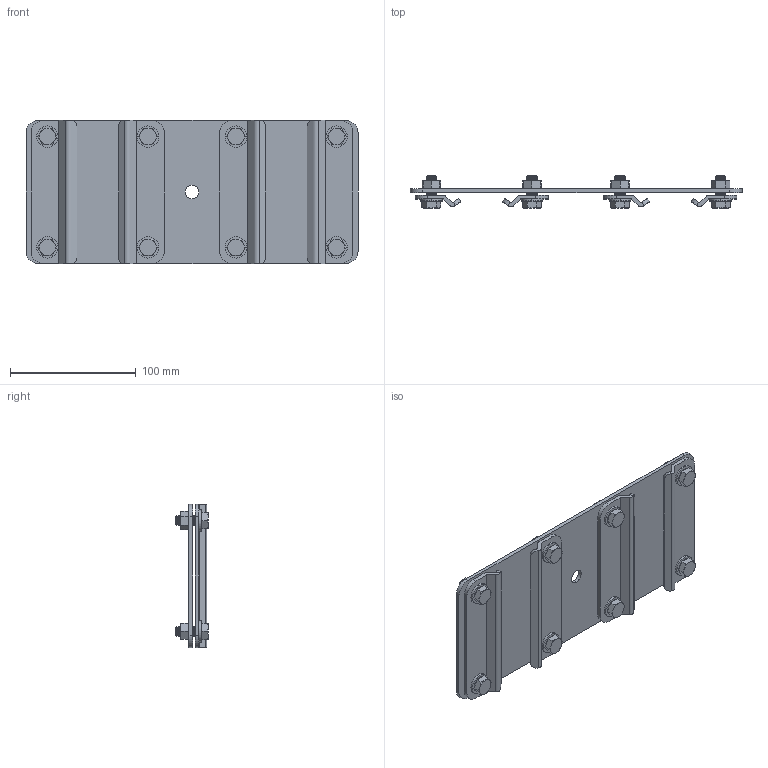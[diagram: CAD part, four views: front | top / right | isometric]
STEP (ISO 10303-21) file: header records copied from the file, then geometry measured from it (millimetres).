
FILE_DESCRIPTION (( 'STEP AP203' ), '1' );
FILE_NAME ('T85110.STEP', '2018-09-21T15:54:44', ( '' ), ( '' ), 'SwSTEP 2.0', 'SolidWorks 2016', '' );
FILE_SCHEMA (( 'CONFIG_CONTROL_DESIGN' ));
Length unit declared in the file: millimetre
Products named in the file (6): TH1673; A Washer_Bright washer BS 4320 - M8 (Form A); F936; TH2599; T85110; Hex Screw GradeC_Doughty Fastners_ISO 4018 - M8 x 20-WS
Assembly tree (29 placements, depth 2):
  T85110
    TH2599
    TH1673  x4
    F936  x8
    A Washer_Bright washer BS 4320 - M8 (Form A)  x8
    Hex Screw GradeC_Doughty Fastners_ISO 4018 - M8 x 20-WS  x8
Bounding box: 264 x 25.68 x 114 mm (x, y, z)
Volume: 159957.7 mm3; surface area: 119194.8 mm2
Topology: 29 solids, 29 shells, 1908 faces, 4966 edges, 3124 vertices
Faces by surface type: cylinder 926, cone 544, plane 438
Entity records: 10067 total; most frequent: DIRECTION 1727, CARTESIAN_POINT 1549, ORIENTED_EDGE 1438, EDGE_CURVE 719, AXIS2_PLACEMENT_3D 714, VERTEX_POINT 456, CIRCLE 408, EDGE_LOOP 301
